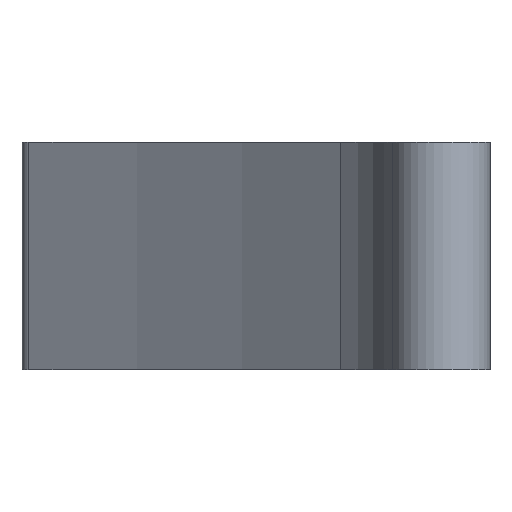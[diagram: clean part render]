
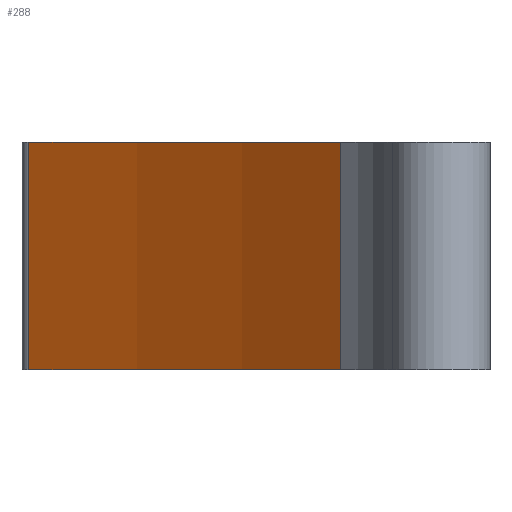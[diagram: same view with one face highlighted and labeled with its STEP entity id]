
A CAD part, left-side view. The second image highlights one B-rep face of the part: STEP entity #288.
In plain terms, the highlighted cylindrical face has radius 74.118 mm (diameter 148.235 mm), a partial arc.
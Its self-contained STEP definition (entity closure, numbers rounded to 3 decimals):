
#28=FACE_OUTER_BOUND('',#44,.T.);
#44=EDGE_LOOP('',(#211,#212,#213,#214));
#65=LINE('',#515,#79);
#66=LINE('',#521,#80);
#79=VECTOR('',#414,10.);
#80=VECTOR('',#421,10.);
#99=CIRCLE('',#342,74.118);
#100=CIRCLE('',#343,74.118);
#129=VERTEX_POINT('',#512);
#130=VERTEX_POINT('',#514);
#131=VERTEX_POINT('',#518);
#132=VERTEX_POINT('',#520);
#162=EDGE_CURVE('',#129,#130,#65,.T.);
#164=EDGE_CURVE('',#131,#129,#99,.T.);
#165=EDGE_CURVE('',#132,#131,#66,.T.);
#166=EDGE_CURVE('',#130,#132,#100,.T.);
#211=ORIENTED_EDGE('',*,*,#162,.F.);
#212=ORIENTED_EDGE('',*,*,#164,.F.);
#213=ORIENTED_EDGE('',*,*,#165,.F.);
#214=ORIENTED_EDGE('',*,*,#166,.F.);
#274=CYLINDRICAL_SURFACE('',#341,74.118);
#288=ADVANCED_FACE('',(#28),#274,.F.);
#341=AXIS2_PLACEMENT_3D('',#517,#417,#418);
#342=AXIS2_PLACEMENT_3D('',#519,#419,#420);
#343=AXIS2_PLACEMENT_3D('',#522,#422,#423);
#414=DIRECTION('',(0.,0.,-1.));
#417=DIRECTION('center_axis',(0.,0.,-1.));
#418=DIRECTION('ref_axis',(-0.711,0.703,0.));
#419=DIRECTION('center_axis',(0.,0.,-1.));
#420=DIRECTION('ref_axis',(-0.711,0.703,0.));
#421=DIRECTION('',(0.,0.,1.));
#422=DIRECTION('center_axis',(0.,0.,1.));
#423=DIRECTION('ref_axis',(-0.711,0.703,0.));
#512=CARTESIAN_POINT('',(-8.526,-7.508,0.));
#514=CARTESIAN_POINT('',(-8.526,-7.508,-8.));
#515=CARTESIAN_POINT('',(-8.526,-7.508,0.));
#517=CARTESIAN_POINT('Origin',(-63.833,41.833,0.));
#518=CARTESIAN_POINT('',(-0.428,3.452,0.));
#519=CARTESIAN_POINT('Origin',(-63.833,41.833,0.));
#520=CARTESIAN_POINT('',(-0.428,3.452,-8.));
#521=CARTESIAN_POINT('',(-0.428,3.452,0.));
#522=CARTESIAN_POINT('Origin',(-63.833,41.833,-8.));
